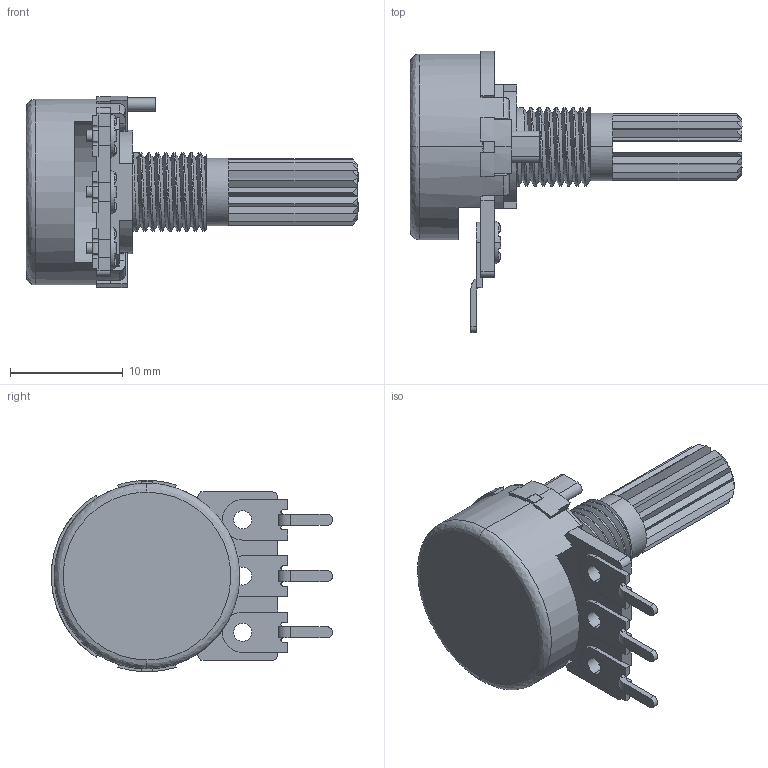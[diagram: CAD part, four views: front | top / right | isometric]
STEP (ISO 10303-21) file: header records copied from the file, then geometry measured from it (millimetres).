
FILE_DESCRIPTION (( 'STEP AP214' ), '1' );
FILE_NAME ('PDB181-K420K.STEP', '2023-03-29T15:51:01', ( '' ), ( '' ), 'SwSTEP 2.0', 'SolidWorks 2022', '' );
FILE_SCHEMA (( 'AUTOMOTIVE_DESIGN' ));
Length unit declared in the file: millimetre
Products named in the file (1): PDB181-K420K
Bounding box: 29.5 x 25 x 16.99 mm (x, y, z)
Volume: 1387.3 mm3; surface area: 2533.4 mm2
Topology: 1 solids, 4 shells, 356 faces, 914 edges, 579 vertices
Faces by surface type: plane 229, cylinder 77, bspline 32, cone 18
Entity records: 13563 total; most frequent: CARTESIAN_POINT 5181, ORIENTED_EDGE 1828, DIRECTION 1433, EDGE_CURVE 914, VERTEX_POINT 579, VECTOR 507, LINE 507, AXIS2_PLACEMENT_3D 463
